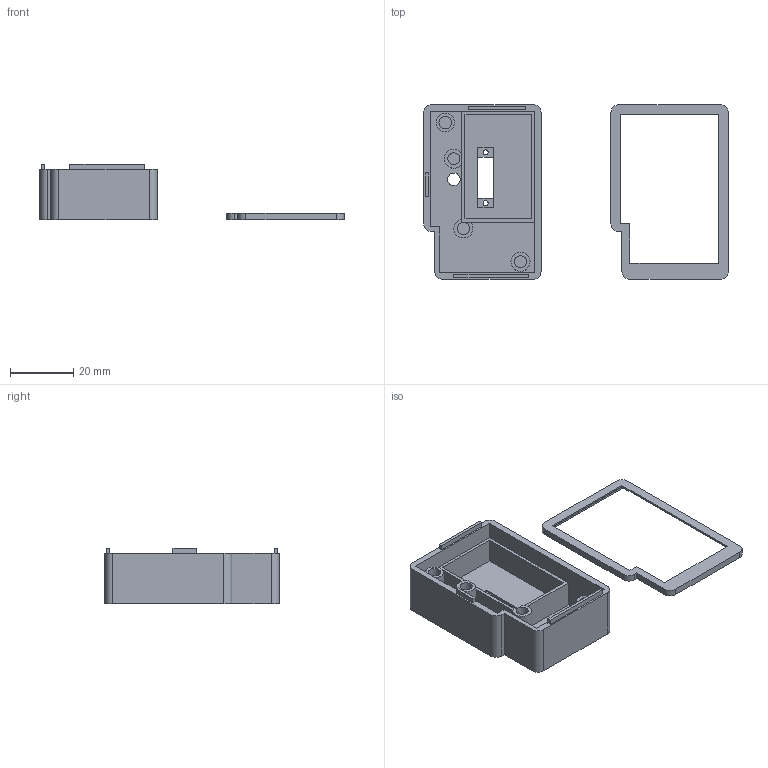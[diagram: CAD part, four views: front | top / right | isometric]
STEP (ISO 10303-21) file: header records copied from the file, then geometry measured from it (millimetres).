
FILE_DESCRIPTION(/* description */ (''),/* implementation_level */ '2;1');
FILE_NAME(/* name */ 'case.step',/* time_stamp */ '2026-01-31T17:11:25Z',/* author */ (''),/* organization */ (''),/* preprocessor_version */ 'ST-DEVELOPER v20.1',/* originating_system */ 'Autodesk Translation Framework v14.24.0.0',/* authorisation */ '');
FILE_SCHEMA (('AUTOMOTIVE_DESIGN { 1 0 10303 214 3 1 1 }'));
Length unit declared in the file: millimetre
Products named in the file (1): case
Bounding box: 96 x 55 x 17.6 mm (x, y, z)
Volume: 11158.2 mm3; surface area: 13446.1 mm2
Topology: 2 solids, 6 shells, 146 faces, 355 edges, 235 vertices
Faces by surface type: plane 125, cylinder 21
Full cylindrical faces by diameter (mm): 1.6 x2, 3.8 x3, 4 x2, 5.8 x1, 6 x1
Entity records: 4265 total; most frequent: CARTESIAN_POINT 737, ORIENTED_EDGE 710, DIRECTION 691, EDGE_CURVE 355, LINE 313, VECTOR 313, VERTEX_POINT 235, AXIS2_PLACEMENT_3D 189
